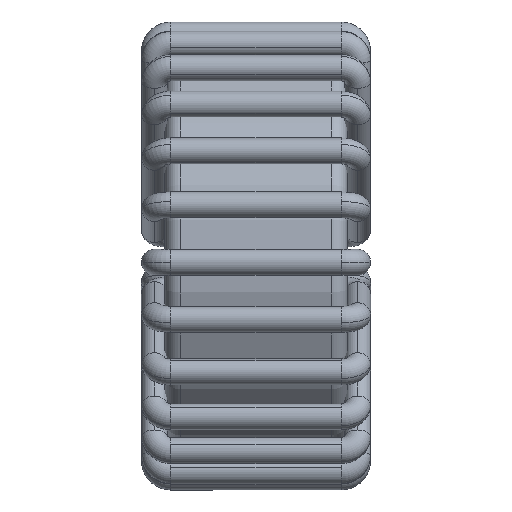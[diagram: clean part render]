
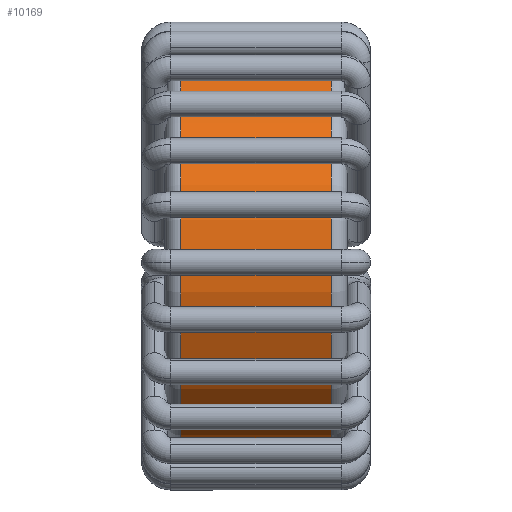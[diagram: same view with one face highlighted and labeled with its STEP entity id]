
A CAD part, left-side view. The second image highlights one B-rep face of the part: STEP entity #10169.
In plain terms, the highlighted cylindrical face has radius 6.375 mm (diameter 12.75 mm), a partial arc.
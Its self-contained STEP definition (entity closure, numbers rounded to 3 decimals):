
#100 = DIRECTION ( 'NONE',  ( 0., 0., 1. ) ) ;
#656 = AXIS2_PLACEMENT_3D ( 'NONE', #18032, #17837, #13421 ) ;
#1129 = ORIENTED_EDGE ( 'NONE', *, *, #18664, .F. ) ;
#2332 = CARTESIAN_POINT ( 'NONE',  ( 0., 8.343, -6.375 ) ) ;
#3422 = DIRECTION ( 'NONE',  ( 0., 1., 0. ) ) ;
#3789 = ORIENTED_EDGE ( 'NONE', *, *, #10805, .T. ) ;
#3920 = EDGE_LOOP ( 'NONE', ( #10204, #12091, #3789, #1129 ) ) ;
#4536 = CARTESIAN_POINT ( 'NONE',  ( 0., 2.31, 0. ) ) ;
#5801 = FACE_OUTER_BOUND ( 'NONE', #3920, .T. ) ;
#6080 = DIRECTION ( 'NONE',  ( 0., 0., 1. ) ) ;
#6094 = VERTEX_POINT ( 'NONE', #15855 ) ;
#6639 = EDGE_CURVE ( 'NONE', #10157, #8713, #10470, .T. ) ;
#6642 = VECTOR ( 'NONE', #14514, 1000. ) ;
#8429 = LINE ( 'NONE', #17987, #9782 ) ;
#8501 = VERTEX_POINT ( 'NONE', #19202 ) ;
#8630 = DIRECTION ( 'NONE',  ( 0., 1., 0. ) ) ;
#8713 = VERTEX_POINT ( 'NONE', #17500 ) ;
#9782 = VECTOR ( 'NONE', #8630, 1000. ) ;
#10157 = VERTEX_POINT ( 'NONE', #16440 ) ;
#10169 = ADVANCED_FACE ( 'NONE', ( #5801 ), #19348, .T. ) ;
#10204 = ORIENTED_EDGE ( 'NONE', *, *, #14422, .F. ) ;
#10470 = CIRCLE ( 'NONE', #11793, 6.375 ) ;
#10805 = EDGE_CURVE ( 'NONE', #8713, #6094, #8429, .T. ) ;
#11793 = AXIS2_PLACEMENT_3D ( 'NONE', #15219, #3422, #100 ) ;
#12091 = ORIENTED_EDGE ( 'NONE', *, *, #6639, .T. ) ;
#13421 = DIRECTION ( 'NONE',  ( 0., 0., 1. ) ) ;
#14422 = EDGE_CURVE ( 'NONE', #10157, #8501, #19227, .T. ) ;
#14514 = DIRECTION ( 'NONE',  ( 0., 1., 0. ) ) ;
#14911 = AXIS2_PLACEMENT_3D ( 'NONE', #4536, #19890, #6080 ) ;
#15219 = CARTESIAN_POINT ( 'NONE',  ( 0., -2.31, 0. ) ) ;
#15855 = CARTESIAN_POINT ( 'NONE',  ( 0., 2.31, 6.375 ) ) ;
#16440 = CARTESIAN_POINT ( 'NONE',  ( 0., -2.31, -6.375 ) ) ;
#17122 = CIRCLE ( 'NONE', #14911, 6.375 ) ;
#17500 = CARTESIAN_POINT ( 'NONE',  ( 0., -2.31, 6.375 ) ) ;
#17837 = DIRECTION ( 'NONE',  ( 0., 1., 0. ) ) ;
#17987 = CARTESIAN_POINT ( 'NONE',  ( 0., 8.343, 6.375 ) ) ;
#18032 = CARTESIAN_POINT ( 'NONE',  ( 0., 8.343, 0. ) ) ;
#18664 = EDGE_CURVE ( 'NONE', #8501, #6094, #17122, .T. ) ;
#19202 = CARTESIAN_POINT ( 'NONE',  ( 0., 2.31, -6.375 ) ) ;
#19227 = LINE ( 'NONE', #2332, #6642 ) ;
#19348 = CYLINDRICAL_SURFACE ( 'NONE', #656, 6.375 ) ;
#19890 = DIRECTION ( 'NONE',  ( 0., 1., 0. ) ) ;
